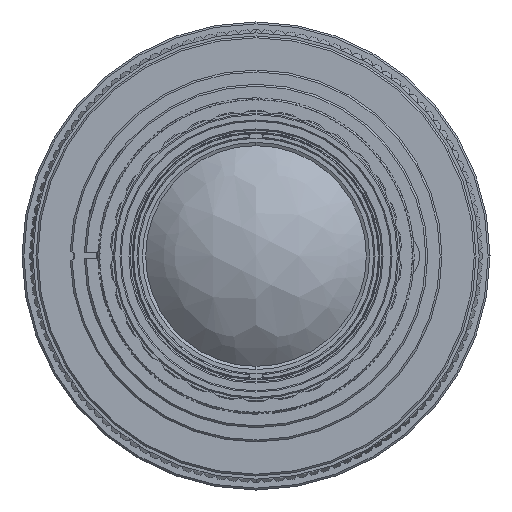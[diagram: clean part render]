
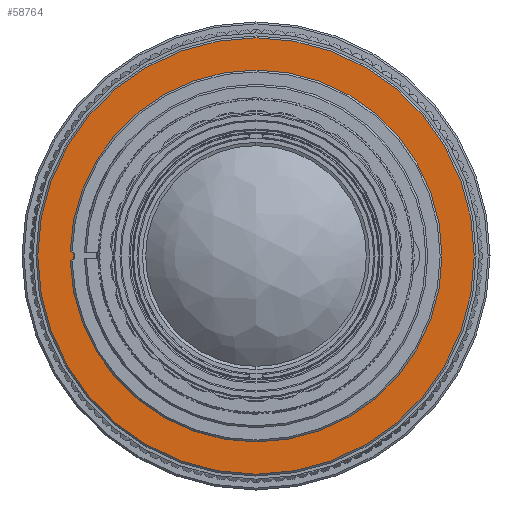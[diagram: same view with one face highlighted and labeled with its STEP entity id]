
A CAD part, left-side view. The second image highlights one B-rep face of the part: STEP entity #58764.
In plain terms, the highlighted planar face has unit normal (-1, 0, 0).
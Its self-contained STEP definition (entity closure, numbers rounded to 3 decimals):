
#1573 = CARTESIAN_POINT ( 'NONE',  ( -40.74, 0., -35.2 ) ) ;
#3550 = DIRECTION ( 'NONE',  ( 1., 0., 0. ) ) ;
#4588 = VERTEX_POINT ( 'NONE', #23586 ) ;
#5003 = CARTESIAN_POINT ( 'NONE',  ( -40.74, 0., 29.5 ) ) ;
#5603 = DIRECTION ( 'NONE',  ( 0., 0., -1. ) ) ;
#6857 = CIRCLE ( 'NONE', #59608, 35.2 ) ;
#14379 = EDGE_CURVE ( 'NONE', #38031, #20160, #24947, .T. ) ;
#16896 = DIRECTION ( 'NONE',  ( -1., 0., 0. ) ) ;
#17042 = CARTESIAN_POINT ( 'NONE',  ( -40.74, 0., 0. ) ) ;
#17210 = AXIS2_PLACEMENT_3D ( 'NONE', #17042, #65209, #5603 ) ;
#18904 = DIRECTION ( 'NONE',  ( 0., 0., 1. ) ) ;
#20160 = VERTEX_POINT ( 'NONE', #60895 ) ;
#23493 = VERTEX_POINT ( 'NONE', #5003 ) ;
#23586 = CARTESIAN_POINT ( 'NONE',  ( -40.74, 0., -29.5 ) ) ;
#24947 = CIRCLE ( 'NONE', #17210, 35.2 ) ;
#26226 = CARTESIAN_POINT ( 'NONE',  ( -40.74, 0., 0. ) ) ;
#29199 = EDGE_CURVE ( 'NONE', #4588, #23493, #65110, .T. ) ;
#29929 = DIRECTION ( 'NONE',  ( 0., 0., -1. ) ) ;
#30107 = CARTESIAN_POINT ( 'NONE',  ( -40.74, 0., 0. ) ) ;
#33891 = FACE_BOUND ( 'NONE', #46591, .T. ) ;
#38031 = VERTEX_POINT ( 'NONE', #1573 ) ;
#38596 = CARTESIAN_POINT ( 'NONE',  ( -40.74, 29.5, 0. ) ) ;
#40309 = AXIS2_PLACEMENT_3D ( 'NONE', #38596, #49366, #40455 ) ;
#40455 = DIRECTION ( 'NONE',  ( 0., 0., -1. ) ) ;
#45944 = CIRCLE ( 'NONE', #78224, 29.5 ) ;
#46591 = EDGE_LOOP ( 'NONE', ( #64228, #50460 ) ) ;
#47742 = EDGE_CURVE ( 'NONE', #23493, #4588, #45944, .T. ) ;
#49366 = DIRECTION ( 'NONE',  ( 1., 0., 0. ) ) ;
#50460 = ORIENTED_EDGE ( 'NONE', *, *, #29199, .F. ) ;
#52294 = DIRECTION ( 'NONE',  ( 0., 0., 1. ) ) ;
#53221 = ORIENTED_EDGE ( 'NONE', *, *, #67156, .F. ) ;
#54359 = EDGE_LOOP ( 'NONE', ( #81056, #53221 ) ) ;
#56590 = CARTESIAN_POINT ( 'NONE',  ( -40.74, 0., 0. ) ) ;
#58764 = ADVANCED_FACE ( 'NONE', ( #33891, #62506 ), #60053, .F. ) ;
#59608 = AXIS2_PLACEMENT_3D ( 'NONE', #56590, #3550, #29929 ) ;
#60053 = PLANE ( 'NONE',  #40309 ) ;
#60895 = CARTESIAN_POINT ( 'NONE',  ( -40.74, 0., 35.2 ) ) ;
#62506 = FACE_OUTER_BOUND ( 'NONE', #54359, .T. ) ;
#64228 = ORIENTED_EDGE ( 'NONE', *, *, #47742, .F. ) ;
#65110 = CIRCLE ( 'NONE', #79708, 29.5 ) ;
#65209 = DIRECTION ( 'NONE',  ( 1., 0., 0. ) ) ;
#67156 = EDGE_CURVE ( 'NONE', #20160, #38031, #6857, .T. ) ;
#78224 = AXIS2_PLACEMENT_3D ( 'NONE', #26226, #78712, #52294 ) ;
#78712 = DIRECTION ( 'NONE',  ( -1., 0., 0. ) ) ;
#79708 = AXIS2_PLACEMENT_3D ( 'NONE', #30107, #16896, #18904 ) ;
#81056 = ORIENTED_EDGE ( 'NONE', *, *, #14379, .F. ) ;
